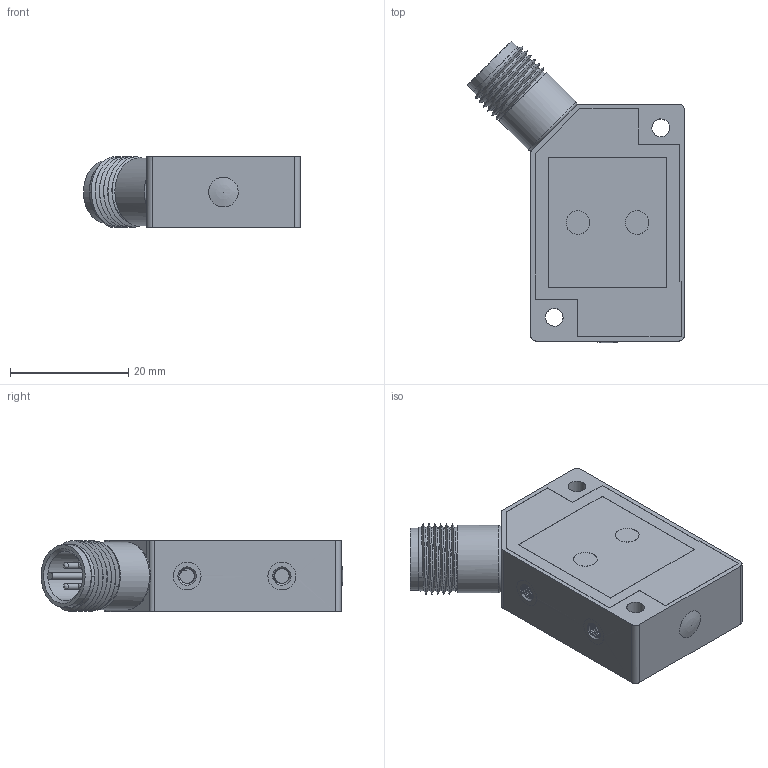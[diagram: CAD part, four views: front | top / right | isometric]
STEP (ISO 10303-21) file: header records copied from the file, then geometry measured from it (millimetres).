
FILE_DESCRIPTION( ('This file contains a STEP AP42 implementation' ,'as created by ZW3D STEP Interface translator.') ,'2;1' );
FILE_NAME( '6-FQP1-4002X-XRU4.stp' ,'23 5 6.104440', (''), ('ZWCAD Software Co.'), 'Version 1.0', 'ZW3D to STEP translator', '' );
FILE_SCHEMA(('AUTOMOTIVE_DESIGN'));
Length unit declared in the file: millimetre
Products named in the file (2): 0; 6-FQP1-4002X-XRU4
Bounding box: 36.64 x 50.94 x 12 mm (x, y, z)
Volume: 12886 mm3; surface area: 4987.1 mm2
Topology: 1 solids, 1 shells, 135 faces, 330 edges, 206 vertices
Faces by surface type: bspline 135
Entity records: 6055 total; most frequent: CARTESIAN_POINT 4041, ORIENTED_EDGE 650, EDGE_CURVE 325, VERTEX_POINT 206, B_SPLINE_CURVE_WITH_KNOTS 170, EDGE_LOOP 155, FACE_OUTER_BOUND 135, ADVANCED_FACE 135
